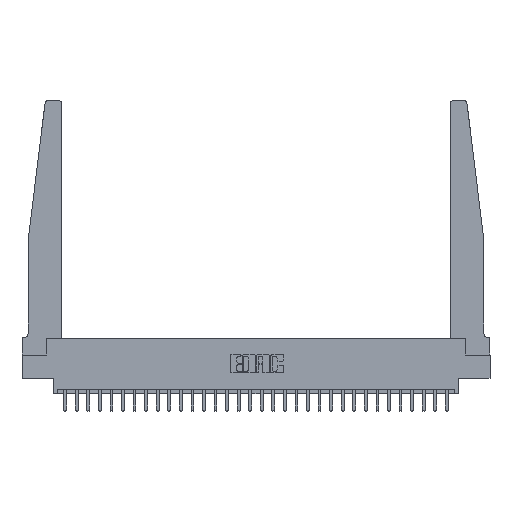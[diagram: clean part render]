
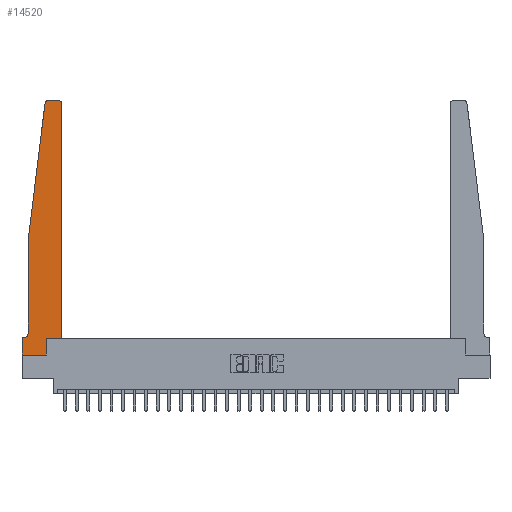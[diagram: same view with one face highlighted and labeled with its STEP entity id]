
A CAD part, top view. The second image highlights one B-rep face of the part: STEP entity #14520.
In plain terms, the highlighted planar face has unit normal (0, 0, 1).
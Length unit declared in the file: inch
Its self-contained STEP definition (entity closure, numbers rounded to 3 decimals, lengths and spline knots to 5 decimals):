
#246 = VECTOR ( 'NONE', #16372, 39.37008 ) ;
#298 = VERTEX_POINT ( 'NONE', #14878 ) ;
#671 = CARTESIAN_POINT ( 'NONE',  ( 0.065, 1.25, 0.37 ) ) ;
#788 = VERTEX_POINT ( 'NONE', #6399 ) ;
#811 = DIRECTION ( 'NONE',  ( 1., 0., 0. ) ) ;
#1276 = CARTESIAN_POINT ( 'NONE',  ( 0.065, 1.25, 0.37 ) ) ;
#1843 = EDGE_CURVE ( 'NONE', #28251, #788, #22262, .T. ) ;
#2010 = VECTOR ( 'NONE', #2551, 39.37008 ) ;
#2035 = AXIS2_PLACEMENT_3D ( 'NONE', #4021, #19670, #24208 ) ;
#2551 = DIRECTION ( 'NONE',  ( 1., 0., 0. ) ) ;
#2588 = LINE ( 'NONE', #671, #23165 ) ;
#2776 = EDGE_CURVE ( 'NONE', #7695, #6906, #7612, .T. ) ;
#3405 = LINE ( 'NONE', #14874, #19732 ) ;
#3498 = CARTESIAN_POINT ( 'NONE',  ( 0.24675, 2.72367, 0.37 ) ) ;
#4019 = EDGE_CURVE ( 'NONE', #10636, #19416, #18266, .T. ) ;
#4021 = CARTESIAN_POINT ( 'NONE',  ( 0.015, 0.2375, 0.37 ) ) ;
#4631 = CARTESIAN_POINT ( 'NONE',  ( 0., 0.1875, 0.37 ) ) ;
#4689 = EDGE_CURVE ( 'NONE', #15984, #298, #4874, .T. ) ;
#4702 = ORIENTED_EDGE ( 'NONE', *, *, #8147, .T. ) ;
#4874 = CIRCLE ( 'NONE', #26694, 0.03 ) ;
#5017 = CARTESIAN_POINT ( 'NONE',  ( 0.2605, 0., 0.37 ) ) ;
#5671 = DIRECTION ( 'NONE',  ( -0.122, -0.992, 0. ) ) ;
#5974 = CARTESIAN_POINT ( 'NONE',  ( 0.25, 2.75, 0.37 ) ) ;
#6227 = ORIENTED_EDGE ( 'NONE', *, *, #4019, .T. ) ;
#6358 = LINE ( 'NONE', #26290, #24310 ) ;
#6399 = CARTESIAN_POINT ( 'NONE',  ( 0.2605, 0.18, 0.37 ) ) ;
#6539 = LINE ( 'NONE', #5974, #24888 ) ;
#6906 = VERTEX_POINT ( 'NONE', #12335 ) ;
#7396 = DIRECTION ( 'NONE',  ( 0., 1., 0. ) ) ;
#7473 = EDGE_CURVE ( 'NONE', #298, #10636, #6539, .T. ) ;
#7539 = CARTESIAN_POINT ( 'NONE',  ( 0.065, 0.2375, 0.37 ) ) ;
#7612 = CIRCLE ( 'NONE', #2035, 0.05 ) ;
#7695 = VERTEX_POINT ( 'NONE', #7539 ) ;
#7921 = PLANE ( 'NONE',  #9892 ) ;
#8147 = EDGE_CURVE ( 'NONE', #14372, #16456, #28026, .T. ) ;
#8261 = EDGE_LOOP ( 'NONE', ( #25281, #6227, #20569, #17036, #12006, #11201, #4702, #17618, #21264, #21902, #26864, #15188 ) ) ;
#8426 = CARTESIAN_POINT ( 'NONE',  ( 0., 0., 0.37 ) ) ;
#8801 = DIRECTION ( 'NONE',  ( 1., 0., 0. ) ) ;
#8942 = DIRECTION ( 'NONE',  ( 0., 0., 1. ) ) ;
#8968 = VECTOR ( 'NONE', #16867, 39.37008 ) ;
#9892 = AXIS2_PLACEMENT_3D ( 'NONE', #14204, #12124, #811 ) ;
#10466 = EDGE_CURVE ( 'NONE', #28136, #7695, #2588, .T. ) ;
#10577 = CARTESIAN_POINT ( 'NONE',  ( 0.27653, 2.72, 0.37 ) ) ;
#10636 = VERTEX_POINT ( 'NONE', #18558 ) ;
#11201 = ORIENTED_EDGE ( 'NONE', *, *, #24901, .T. ) ;
#11988 = FACE_OUTER_BOUND ( 'NONE', #8261, .T. ) ;
#12006 = ORIENTED_EDGE ( 'NONE', *, *, #2776, .T. ) ;
#12124 = DIRECTION ( 'NONE',  ( 0., 0., 1. ) ) ;
#12335 = CARTESIAN_POINT ( 'NONE',  ( 0.015, 0.1875, 0.37 ) ) ;
#13926 = DIRECTION ( 'NONE',  ( 0., -1., 0. ) ) ;
#13947 = CARTESIAN_POINT ( 'NONE',  ( 0.2605, 0.18, 0.37 ) ) ;
#14204 = CARTESIAN_POINT ( 'NONE',  ( 0., 0.1875, 0.37 ) ) ;
#14272 = EDGE_CURVE ( 'NONE', #19416, #28136, #6358, .T. ) ;
#14372 = VERTEX_POINT ( 'NONE', #4631 ) ;
#14520 = ADVANCED_FACE ( 'NONE', ( #11988 ), #7921, .T. ) ;
#14705 = CARTESIAN_POINT ( 'NONE',  ( 0.425, 0.18, 0.37 ) ) ;
#14874 = CARTESIAN_POINT ( 'NONE',  ( 0.065, 0.1875, 0.37 ) ) ;
#14878 = CARTESIAN_POINT ( 'NONE',  ( 0.395, 2.75, 0.37 ) ) ;
#15021 = CARTESIAN_POINT ( 'NONE',  ( 0.425, 2.72, 0.37 ) ) ;
#15188 = ORIENTED_EDGE ( 'NONE', *, *, #4689, .T. ) ;
#15404 = DIRECTION ( 'NONE',  ( -1., 0., 0. ) ) ;
#15984 = VERTEX_POINT ( 'NONE', #15021 ) ;
#16223 = CARTESIAN_POINT ( 'NONE',  ( 0.425, 0.18, 0.37 ) ) ;
#16372 = DIRECTION ( 'NONE',  ( 0., 1., 0. ) ) ;
#16456 = VERTEX_POINT ( 'NONE', #8426 ) ;
#16867 = DIRECTION ( 'NONE',  ( 1., 0., 0. ) ) ;
#17036 = ORIENTED_EDGE ( 'NONE', *, *, #10466, .T. ) ;
#17189 = DIRECTION ( 'NONE',  ( -1., 0., 0. ) ) ;
#17618 = ORIENTED_EDGE ( 'NONE', *, *, #23129, .T. ) ;
#18023 = CARTESIAN_POINT ( 'NONE',  ( 0.395, 2.72, 0.37 ) ) ;
#18266 = CIRCLE ( 'NONE', #22010, 0.03 ) ;
#18318 = EDGE_CURVE ( 'NONE', #22675, #15984, #24974, .T. ) ;
#18558 = CARTESIAN_POINT ( 'NONE',  ( 0.27653, 2.75, 0.37 ) ) ;
#19125 = DIRECTION ( 'NONE',  ( 0., -1., 0. ) ) ;
#19325 = LINE ( 'NONE', #14705, #8968 ) ;
#19416 = VERTEX_POINT ( 'NONE', #3498 ) ;
#19670 = DIRECTION ( 'NONE',  ( 0., 0., -1. ) ) ;
#19732 = VECTOR ( 'NONE', #17189, 39.37008 ) ;
#20569 = ORIENTED_EDGE ( 'NONE', *, *, #14272, .T. ) ;
#20786 = DIRECTION ( 'NONE',  ( 0., 0., 1. ) ) ;
#21264 = ORIENTED_EDGE ( 'NONE', *, *, #1843, .T. ) ;
#21902 = ORIENTED_EDGE ( 'NONE', *, *, #23581, .T. ) ;
#22010 = AXIS2_PLACEMENT_3D ( 'NONE', #10577, #8942, #8801 ) ;
#22262 = LINE ( 'NONE', #13947, #23839 ) ;
#22497 = LINE ( 'NONE', #23038, #2010 ) ;
#22675 = VERTEX_POINT ( 'NONE', #27718 ) ;
#23038 = CARTESIAN_POINT ( 'NONE',  ( 0., 0., 0.37 ) ) ;
#23129 = EDGE_CURVE ( 'NONE', #16456, #28251, #22497, .T. ) ;
#23165 = VECTOR ( 'NONE', #13926, 39.37008 ) ;
#23581 = EDGE_CURVE ( 'NONE', #788, #22675, #19325, .T. ) ;
#23839 = VECTOR ( 'NONE', #7396, 39.37008 ) ;
#24208 = DIRECTION ( 'NONE',  ( -1., 0., 0. ) ) ;
#24310 = VECTOR ( 'NONE', #5671, 39.37008 ) ;
#24888 = VECTOR ( 'NONE', #15404, 39.37008 ) ;
#24901 = EDGE_CURVE ( 'NONE', #6906, #14372, #3405, .T. ) ;
#24974 = LINE ( 'NONE', #16223, #246 ) ;
#25281 = ORIENTED_EDGE ( 'NONE', *, *, #7473, .T. ) ;
#26290 = CARTESIAN_POINT ( 'NONE',  ( 0.065, 1.25, 0.37 ) ) ;
#26694 = AXIS2_PLACEMENT_3D ( 'NONE', #18023, #20786, #26902 ) ;
#26864 = ORIENTED_EDGE ( 'NONE', *, *, #18318, .T. ) ;
#26902 = DIRECTION ( 'NONE',  ( 1., 0., 0. ) ) ;
#27652 = VECTOR ( 'NONE', #19125, 39.37008 ) ;
#27718 = CARTESIAN_POINT ( 'NONE',  ( 0.425, 0.18, 0.37 ) ) ;
#28026 = LINE ( 'NONE', #28428, #27652 ) ;
#28136 = VERTEX_POINT ( 'NONE', #1276 ) ;
#28251 = VERTEX_POINT ( 'NONE', #5017 ) ;
#28428 = CARTESIAN_POINT ( 'NONE',  ( 0., 0., 0.37 ) ) ;
